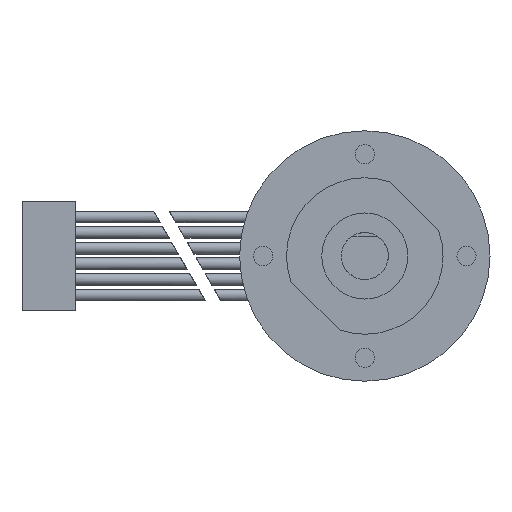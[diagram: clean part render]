
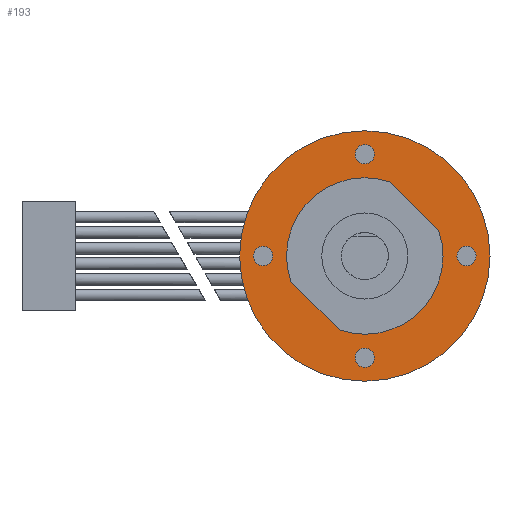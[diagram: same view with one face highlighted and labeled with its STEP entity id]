
A CAD part, front view. The second image highlights one B-rep face of the part: STEP entity #193.
In plain terms, the highlighted planar face has unit normal (0, -1, 0).
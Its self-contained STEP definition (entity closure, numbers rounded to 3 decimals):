
#193 = ADVANCED_FACE( '', ( #424, #425, #426, #427, #428, #429 ), #430, .F. );
#424 = FACE_BOUND( '', #681, .T. );
#425 = FACE_BOUND( '', #682, .T. );
#426 = FACE_BOUND( '', #683, .T. );
#427 = FACE_BOUND( '', #684, .T. );
#428 = FACE_OUTER_BOUND( '', #685, .T. );
#429 = FACE_BOUND( '', #686, .T. );
#430 = PLANE( '', #687 );
#681 = EDGE_LOOP( '', ( #1071 ) );
#682 = EDGE_LOOP( '', ( #1072 ) );
#683 = EDGE_LOOP( '', ( #1073 ) );
#684 = EDGE_LOOP( '', ( #1074 ) );
#685 = EDGE_LOOP( '', ( #1075 ) );
#686 = EDGE_LOOP( '', ( #1076, #1077, #1078, #1079 ) );
#687 = AXIS2_PLACEMENT_3D( '', #1080, #1081, #1082 );
#1071 = ORIENTED_EDGE( '', *, *, #1308, .T. );
#1072 = ORIENTED_EDGE( '', *, *, #1246, .T. );
#1073 = ORIENTED_EDGE( '', *, *, #1295, .T. );
#1074 = ORIENTED_EDGE( '', *, *, #1316, .T. );
#1075 = ORIENTED_EDGE( '', *, *, #1301, .F. );
#1076 = ORIENTED_EDGE( '', *, *, #1324, .T. );
#1077 = ORIENTED_EDGE( '', *, *, #1325, .F. );
#1078 = ORIENTED_EDGE( '', *, *, #1322, .T. );
#1079 = ORIENTED_EDGE( '', *, *, #1326, .T. );
#1080 = CARTESIAN_POINT( '', ( 0., 0., -16. ) );
#1081 = DIRECTION( '', ( 0., 1., 0. ) );
#1082 = DIRECTION( '', ( 0., 0., 1. ) );
#1246 = EDGE_CURVE( '', #1438, #1438, #1439, .T. );
#1295 = EDGE_CURVE( '', #1511, #1511, #1512, .T. );
#1301 = EDGE_CURVE( '', #1518, #1518, #1519, .T. );
#1308 = EDGE_CURVE( '', #1528, #1528, #1529, .T. );
#1316 = EDGE_CURVE( '', #1537, #1537, #1538, .T. );
#1322 = EDGE_CURVE( '', #1543, #1545, #1547, .T. );
#1324 = EDGE_CURVE( '', #1549, #1550, #1551, .T. );
#1325 = EDGE_CURVE( '', #1543, #1550, #1552, .T. );
#1326 = EDGE_CURVE( '', #1545, #1549, #1553, .T. );
#1438 = VERTEX_POINT( '', #1686 );
#1439 = CIRCLE( '', #1687, 1.23 );
#1511 = VERTEX_POINT( '', #1773 );
#1512 = CIRCLE( '', #1774, 1.23 );
#1518 = VERTEX_POINT( '', #1781 );
#1519 = CIRCLE( '', #1782, 16. );
#1528 = VERTEX_POINT( '', #1791 );
#1529 = CIRCLE( '', #1792, 1.23 );
#1537 = VERTEX_POINT( '', #1801 );
#1538 = CIRCLE( '', #1802, 1.23 );
#1543 = VERTEX_POINT( '', #1807 );
#1545 = VERTEX_POINT( '', #1810 );
#1547 = CIRCLE( '', #1813, 10. );
#1549 = VERTEX_POINT( '', #1815 );
#1550 = VERTEX_POINT( '', #1816 );
#1551 = CIRCLE( '', #1817, 10. );
#1552 = LINE( '', #1818, #1819 );
#1553 = LINE( '', #1820, #1821 );
#1686 = CARTESIAN_POINT( '', ( 13., 0., 1.23 ) );
#1687 = AXIS2_PLACEMENT_3D( '', #1935, #1936, #1937 );
#1773 = CARTESIAN_POINT( '', ( 0., 0., 14.23 ) );
#1774 = AXIS2_PLACEMENT_3D( '', #1997, #1998, #1999 );
#1781 = CARTESIAN_POINT( '', ( 0., 0., 16. ) );
#1782 = AXIS2_PLACEMENT_3D( '', #2004, #2005, #2006 );
#1791 = CARTESIAN_POINT( '', ( 0., 0., -11.771 ) );
#1792 = AXIS2_PLACEMENT_3D( '', #2013, #2014, #2015 );
#1801 = CARTESIAN_POINT( '', ( -13., 0., 1.23 ) );
#1802 = AXIS2_PLACEMENT_3D( '', #2017, #2018, #2019 );
#1807 = CARTESIAN_POINT( '', ( -9.446, 0., -3.282 ) );
#1810 = CARTESIAN_POINT( '', ( 3.282, 0., 9.446 ) );
#1813 = AXIS2_PLACEMENT_3D( '', #2025, #2026, #2027 );
#1815 = CARTESIAN_POINT( '', ( 9.446, 0., 3.282 ) );
#1816 = CARTESIAN_POINT( '', ( -3.282, 0., -9.446 ) );
#1817 = AXIS2_PLACEMENT_3D( '', #2028, #2029, #2030 );
#1818 = CARTESIAN_POINT( '', ( -9.446, 0., -3.282 ) );
#1819 = VECTOR( '', #2031, 1000. );
#1820 = CARTESIAN_POINT( '', ( 3.282, 0., 9.446 ) );
#1821 = VECTOR( '', #2032, 1000. );
#1935 = CARTESIAN_POINT( '', ( 13., 0., 0. ) );
#1936 = DIRECTION( '', ( 0., 1., 0. ) );
#1937 = DIRECTION( '', ( 0., 0., 1. ) );
#1997 = CARTESIAN_POINT( '', ( 0., 0., 13. ) );
#1998 = DIRECTION( '', ( 0., 1., 0. ) );
#1999 = DIRECTION( '', ( 0., 0., 1. ) );
#2004 = CARTESIAN_POINT( '', ( 0., 0., 0. ) );
#2005 = DIRECTION( '', ( 0., 1., 0. ) );
#2006 = DIRECTION( '', ( 0., 0., 1. ) );
#2013 = CARTESIAN_POINT( '', ( 0., 0., -13. ) );
#2014 = DIRECTION( '', ( 0., 1., 0. ) );
#2015 = DIRECTION( '', ( 0., 0., 1. ) );
#2017 = CARTESIAN_POINT( '', ( -13., 0., 0. ) );
#2018 = DIRECTION( '', ( 0., 1., 0. ) );
#2019 = DIRECTION( '', ( 0., 0., 1. ) );
#2025 = CARTESIAN_POINT( '', ( 0., 0., 0. ) );
#2026 = DIRECTION( '', ( 0., 1., 0. ) );
#2027 = DIRECTION( '', ( 0., 0., 1. ) );
#2028 = CARTESIAN_POINT( '', ( 0., 0., 0. ) );
#2029 = DIRECTION( '', ( 0., 1., 0. ) );
#2030 = DIRECTION( '', ( 0., 0., 1. ) );
#2031 = DIRECTION( '', ( 0.707, 0., -0.707 ) );
#2032 = DIRECTION( '', ( 0.707, 0., -0.707 ) );
